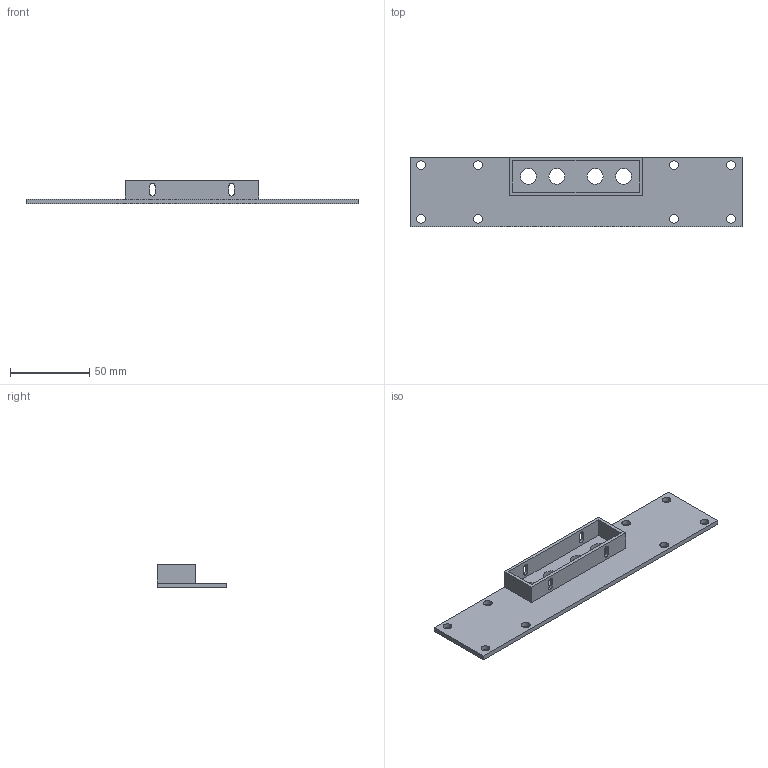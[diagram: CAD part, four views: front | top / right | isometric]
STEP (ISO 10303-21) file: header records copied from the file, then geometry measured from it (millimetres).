
FILE_DESCRIPTION(/* description */ (''),/* implementation_level */ '2;1');
FILE_NAME(/* name */ 'Каретка для теплички v1.step',/* time_stamp */ '2021-03-08T14:59:21+07:00',/* author */ (''),/* organization */ (''),/* preprocessor_version */ 'ST-DEVELOPER v18.1',/* originating_system */ 'Autodesk Translation Framework v9.7.1.1290',/* authorisation */ '');
FILE_SCHEMA (('AUTOMOTIVE_DESIGN { 1 0 10303 214 3 1 1 }'));
Length unit declared in the file: millimetre
Products named in the file (1): Каретка для 
теплички
Bounding box: 210 x 44 x 15 mm (x, y, z)
Volume: 31026.2 mm3; surface area: 24766.5 mm2
Topology: 1 solids, 1 shells, 43 faces, 120 edges, 80 vertices
Faces by surface type: plane 23, cylinder 20
Full cylindrical faces by diameter (mm): 5.5 x8, 10 x4
Entity records: 1491 total; most frequent: DIRECTION 248, CARTESIAN_POINT 244, ORIENTED_EDGE 240, EDGE_CURVE 120, AXIS2_PLACEMENT_3D 84, LINE 80, VECTOR 80, VERTEX_POINT 80
